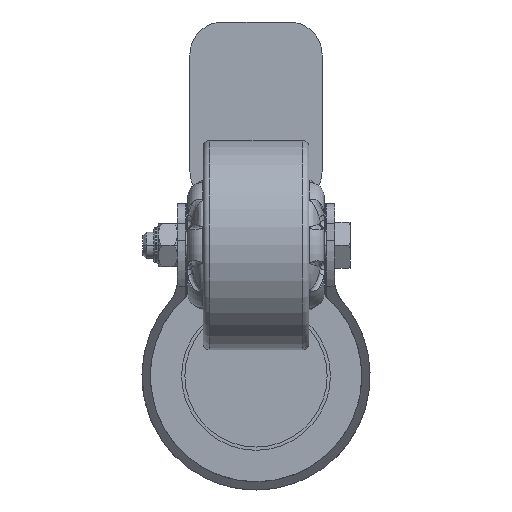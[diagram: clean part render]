
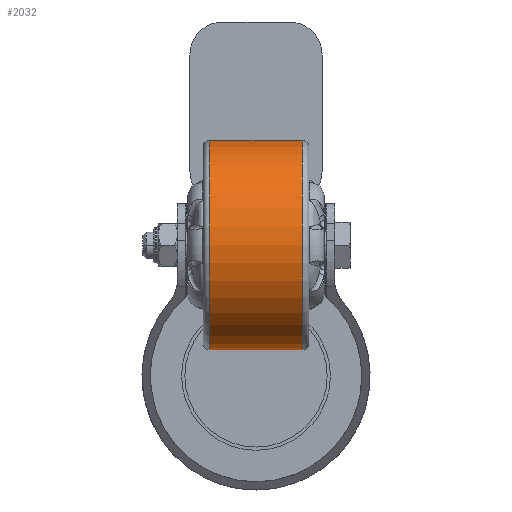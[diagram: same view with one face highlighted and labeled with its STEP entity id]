
A CAD part, front view. The second image highlights one B-rep face of the part: STEP entity #2032.
In plain terms, the highlighted cylindrical face has radius 31.65 mm (diameter 63.3 mm), a partial arc.
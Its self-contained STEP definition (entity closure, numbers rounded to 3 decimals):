
#13 = ORIENTED_EDGE ( 'NONE', *, *, #5488, .F. ) ;
#67 = CARTESIAN_POINT ( 'NONE',  ( 16., 0., 31.65 ) ) ;
#556 = LINE ( 'NONE', #10445, #3940 ) ;
#1687 = DIRECTION ( 'NONE',  ( 1., 0., 0. ) ) ;
#1696 = DIRECTION ( 'NONE',  ( -1., 0., 0. ) ) ;
#2032 = ADVANCED_FACE ( 'NONE', ( #12183 ), #8254, .T. ) ;
#3221 = CIRCLE ( 'NONE', #5324, 31.65 ) ;
#3940 = VECTOR ( 'NONE', #1696, 1000. ) ;
#4059 = VERTEX_POINT ( 'NONE', #11993 ) ;
#4450 = DIRECTION ( 'NONE',  ( -1., 0., 0. ) ) ;
#5205 = CARTESIAN_POINT ( 'NONE',  ( 14., 0., -31.65 ) ) ;
#5324 = AXIS2_PLACEMENT_3D ( 'NONE', #10437, #1687, #11885 ) ;
#5370 = DIRECTION ( 'NONE',  ( -1., 0., 0. ) ) ;
#5488 = EDGE_CURVE ( 'NONE', #17257, #13055, #556, .T. ) ;
#6102 = LINE ( 'NONE', #67, #9514 ) ;
#6960 = DIRECTION ( 'NONE',  ( 0., 0., 1. ) ) ;
#7659 = EDGE_CURVE ( 'NONE', #13930, #13055, #3221, .T. ) ;
#8254 = CYLINDRICAL_SURFACE ( 'NONE', #15103, 31.65 ) ;
#8716 = EDGE_CURVE ( 'NONE', #17257, #4059, #10041, .T. ) ;
#9514 = VECTOR ( 'NONE', #4450, 1000. ) ;
#10041 = CIRCLE ( 'NONE', #18474, 31.65 ) ;
#10437 = CARTESIAN_POINT ( 'NONE',  ( -14., 0., 0. ) ) ;
#10445 = CARTESIAN_POINT ( 'NONE',  ( 16., 0., -31.65 ) ) ;
#11593 = EDGE_LOOP ( 'NONE', ( #13, #15579, #13639, #15676 ) ) ;
#11783 = CARTESIAN_POINT ( 'NONE',  ( -14., 0., -31.65 ) ) ;
#11885 = DIRECTION ( 'NONE',  ( 0., 0., -1. ) ) ;
#11993 = CARTESIAN_POINT ( 'NONE',  ( 14., 0., 31.65 ) ) ;
#12183 = FACE_OUTER_BOUND ( 'NONE', #11593, .T. ) ;
#13055 = VERTEX_POINT ( 'NONE', #11783 ) ;
#13323 = CARTESIAN_POINT ( 'NONE',  ( -14., 0., 31.65 ) ) ;
#13639 = ORIENTED_EDGE ( 'NONE', *, *, #18605, .T. ) ;
#13930 = VERTEX_POINT ( 'NONE', #13323 ) ;
#14093 = CARTESIAN_POINT ( 'NONE',  ( 14., 0., 0. ) ) ;
#14284 = CARTESIAN_POINT ( 'NONE',  ( 16., 0., 0. ) ) ;
#15103 = AXIS2_PLACEMENT_3D ( 'NONE', #14284, #15727, #6960 ) ;
#15533 = DIRECTION ( 'NONE',  ( 0., 0., -1. ) ) ;
#15579 = ORIENTED_EDGE ( 'NONE', *, *, #8716, .T. ) ;
#15676 = ORIENTED_EDGE ( 'NONE', *, *, #7659, .T. ) ;
#15727 = DIRECTION ( 'NONE',  ( -1., 0., 0. ) ) ;
#17257 = VERTEX_POINT ( 'NONE', #5205 ) ;
#18474 = AXIS2_PLACEMENT_3D ( 'NONE', #14093, #5370, #15533 ) ;
#18605 = EDGE_CURVE ( 'NONE', #4059, #13930, #6102, .T. ) ;
